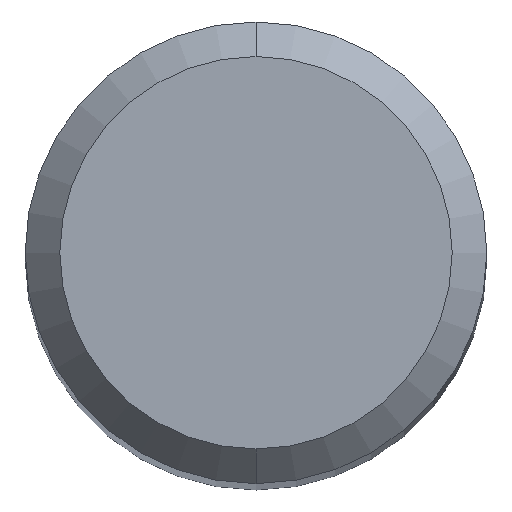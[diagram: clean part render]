
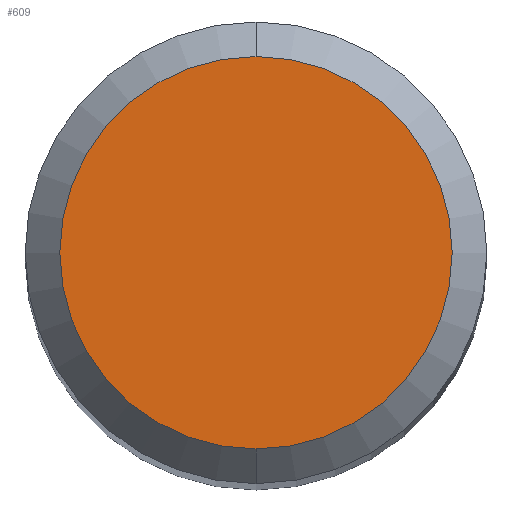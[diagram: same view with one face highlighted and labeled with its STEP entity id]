
A CAD part, top view. The second image highlights one B-rep face of the part: STEP entity #609.
In plain terms, the highlighted planar face has unit normal (0, 0, 1).
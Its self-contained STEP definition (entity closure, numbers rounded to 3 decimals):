
#609=ADVANCED_FACE('',(#1374),#1375,.T.);
#671=VERTEX_POINT('',#1442);
#745=EDGE_CURVE('',#671,#925,#1523,.T.);
#833=EDGE_CURVE('',#925,#671,#1620,.T.);
#925=VERTEX_POINT('',#1719);
#1374=FACE_OUTER_BOUND('',#2689,.T.);
#1375=PLANE('',#2690);
#1442=CARTESIAN_POINT('',(0.0,1.7,0.0));
#1523=CIRCLE('',#3485,1.7);
#1620=CIRCLE('',#3929,1.7);
#1719=CARTESIAN_POINT('',(0.,-1.7,0.0));
#2689=EDGE_LOOP('',(#5455,#5456));
#2690=AXIS2_PLACEMENT_3D('',#5457,#5458,#5459);
#3485=AXIS2_PLACEMENT_3D('',#5593,#5594,#5595);
#3929=AXIS2_PLACEMENT_3D('',#5682,#5683,#5684);
#5455=ORIENTED_EDGE('',*,*,#745,.F.);
#5456=ORIENTED_EDGE('',*,*,#833,.F.);
#5457=CARTESIAN_POINT('',(0.0,0.85,0.0));
#5458=DIRECTION('',(-0.0,0.0,1.0));
#5459=DIRECTION('',(0.0,-1.0,0.0));
#5593=CARTESIAN_POINT('',(0.0,0.0,0.0));
#5594=DIRECTION('',(0.0,0.0,-1.0));
#5595=DIRECTION('',(0.0,1.0,0.0));
#5682=CARTESIAN_POINT('',(0.0,0.0,0.0));
#5683=DIRECTION('',(0.0,0.0,-1.0));
#5684=DIRECTION('',(0.0,1.0,0.0));
